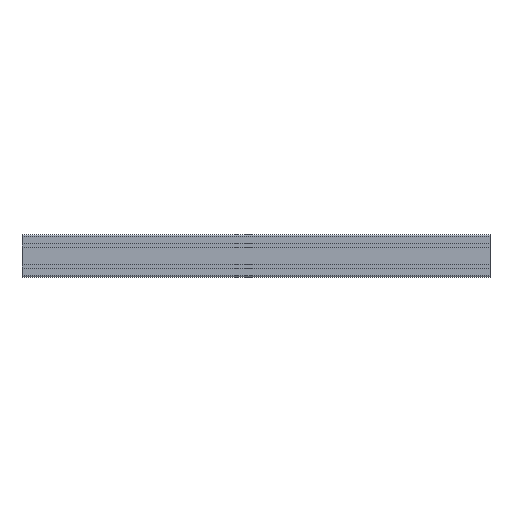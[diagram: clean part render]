
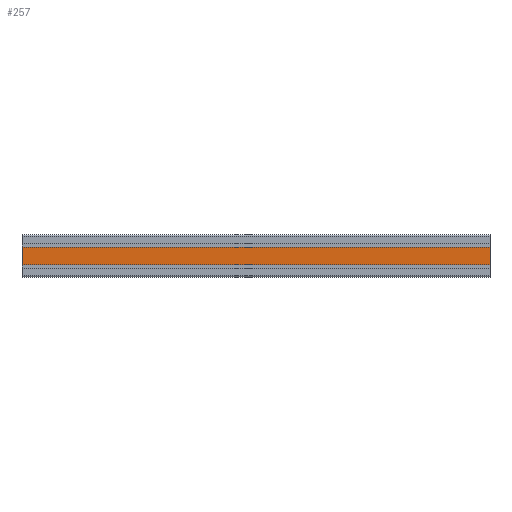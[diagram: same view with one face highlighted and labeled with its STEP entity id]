
A CAD part, front view. The second image highlights one B-rep face of the part: STEP entity #257.
In plain terms, the highlighted planar face has unit normal (0, -1, 0).
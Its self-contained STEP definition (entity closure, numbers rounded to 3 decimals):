
#257=ADVANCED_FACE('',(#572),#573,.F.);
#572=FACE_OUTER_BOUND('',#969,.T.);
#573=PLANE('',#970);
#969=EDGE_LOOP('',(#2211,#2212,#2213,#2214));
#970=AXIS2_PLACEMENT_3D('',#2215,#2216,#2217);
#2211=ORIENTED_EDGE('',*,*,#2913,.F.);
#2212=ORIENTED_EDGE('',*,*,#3221,.F.);
#2213=ORIENTED_EDGE('',*,*,#3056,.F.);
#2214=ORIENTED_EDGE('',*,*,#3222,.T.);
#2215=CARTESIAN_POINT('',(3000.0,-45.,0.));
#2216=DIRECTION('',(0.0,1.0,0.));
#2217=DIRECTION('',(0.0,0.,1.0));
#2913=EDGE_CURVE('',#3607,#3609,#3610,.T.);
#3056=EDGE_CURVE('',#3893,#3895,#3896,.T.);
#3221=EDGE_CURVE('',#3895,#3607,#4121,.T.);
#3222=EDGE_CURVE('',#3893,#3609,#4122,.T.);
#3607=VERTEX_POINT('',#4603);
#3609=VERTEX_POINT('',#4606);
#3610=LINE('',#4607,#4608);
#3893=VERTEX_POINT('',#4976);
#3895=VERTEX_POINT('',#4979);
#3896=LINE('',#4980,#4981);
#4121=LINE('',#5356,#5357);
#4122=LINE('',#5358,#5359);
#4603=CARTESIAN_POINT('',(-500.0,-45.,-18.35));
#4606=CARTESIAN_POINT('',(-500.0,-45.,18.35));
#4607=CARTESIAN_POINT('',(-500.0,-45.,0.));
#4608=VECTOR('',#5779,1.0);
#4976=CARTESIAN_POINT('',(500.0,-45.,18.35));
#4979=CARTESIAN_POINT('',(500.0,-45.,-18.35));
#4980=CARTESIAN_POINT('',(500.0,-45.,0.));
#4981=VECTOR('',#6034,1.0);
#5356=CARTESIAN_POINT('',(3000.0,-45.,-18.35));
#5357=VECTOR('',#6227,1.0);
#5358=CARTESIAN_POINT('',(3000.0,-45.,18.35));
#5359=VECTOR('',#6228,1.0);
#5779=DIRECTION('',(0.0,0.,1.0));
#6034=DIRECTION('',(0.0,0.,-1.0));
#6227=DIRECTION('',(-1.0,0.0,0.0));
#6228=DIRECTION('',(-1.0,0.0,0.0));
